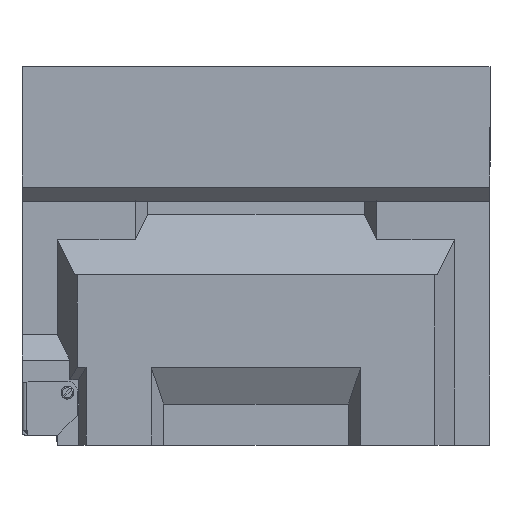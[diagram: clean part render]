
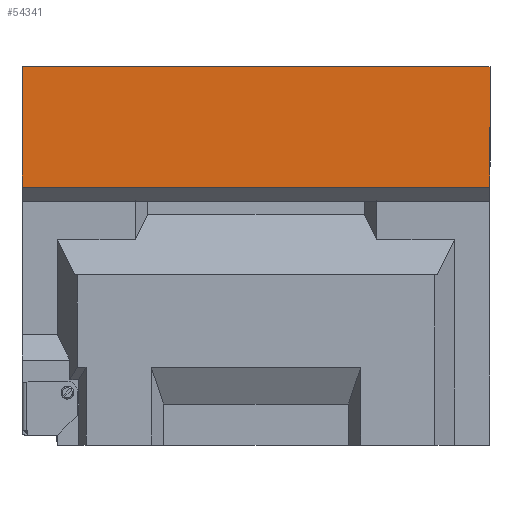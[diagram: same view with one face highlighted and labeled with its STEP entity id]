
A CAD part, top view. The second image highlights one B-rep face of the part: STEP entity #54341.
In plain terms, the highlighted face is planar.
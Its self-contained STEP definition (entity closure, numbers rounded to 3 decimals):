
#1922 = EDGE_CURVE ( 'NONE', #112467, #70866, #85070, .T. ) ;
#5487 = VECTOR ( 'NONE', #134421, 1000. ) ;
#10922 = LINE ( 'NONE', #116946, #5487 ) ;
#11584 = FACE_OUTER_BOUND ( 'NONE', #167972, .T. ) ;
#30643 = CARTESIAN_POINT ( 'NONE',  ( 165., -60., 45. ) ) ;
#30940 = LINE ( 'NONE', #75270, #123129 ) ;
#32483 = EDGE_CURVE ( 'NONE', #70866, #159283, #92386, .T. ) ;
#47335 = AXIS2_PLACEMENT_3D ( 'NONE', #179299, #196787, #92883 ) ;
#54341 = ADVANCED_FACE ( 'NONE', ( #11584 ), #58065, .T. ) ;
#57213 = EDGE_CURVE ( 'NONE', #175767, #112467, #30940, .T. ) ;
#58065 = PLANE ( 'NONE',  #47335 ) ;
#70866 = VERTEX_POINT ( 'NONE', #194281 ) ;
#73788 = DIRECTION ( 'NONE',  ( 0., 0., 1. ) ) ;
#75270 = CARTESIAN_POINT ( 'NONE',  ( 165., -60., -40. ) ) ;
#75798 = CARTESIAN_POINT ( 'NONE',  ( -165., -60., 45. ) ) ;
#79682 = VECTOR ( 'NONE', #73788, 1000. ) ;
#82877 = DIRECTION ( 'NONE',  ( -1., 0., 0. ) ) ;
#85070 = LINE ( 'NONE', #141185, #79682 ) ;
#92386 = LINE ( 'NONE', #30643, #184595 ) ;
#92437 = CARTESIAN_POINT ( 'NONE',  ( 165., -60., -40. ) ) ;
#92883 = DIRECTION ( 'NONE',  ( 0., 0., -1. ) ) ;
#100127 = ORIENTED_EDGE ( 'NONE', *, *, #1922, .T. ) ;
#110663 = ORIENTED_EDGE ( 'NONE', *, *, #57213, .T. ) ;
#112307 = DIRECTION ( 'NONE',  ( 1., 0., 0. ) ) ;
#112467 = VERTEX_POINT ( 'NONE', #92437 ) ;
#116946 = CARTESIAN_POINT ( 'NONE',  ( -165., -60., -50. ) ) ;
#123129 = VECTOR ( 'NONE', #112307, 1000. ) ;
#134421 = DIRECTION ( 'NONE',  ( 0., 0., 1. ) ) ;
#141185 = CARTESIAN_POINT ( 'NONE',  ( 165., -60., -50. ) ) ;
#159283 = VERTEX_POINT ( 'NONE', #75798 ) ;
#167972 = EDGE_LOOP ( 'NONE', ( #212293, #110663, #100127, #210901 ) ) ;
#175767 = VERTEX_POINT ( 'NONE', #188304 ) ;
#179299 = CARTESIAN_POINT ( 'NONE',  ( -165., -60., -50. ) ) ;
#184595 = VECTOR ( 'NONE', #82877, 1000. ) ;
#188304 = CARTESIAN_POINT ( 'NONE',  ( -165., -60., -40. ) ) ;
#194281 = CARTESIAN_POINT ( 'NONE',  ( 165., -60., 45. ) ) ;
#196787 = DIRECTION ( 'NONE',  ( 0., -1., 0. ) ) ;
#198155 = EDGE_CURVE ( 'NONE', #175767, #159283, #10922, .T. ) ;
#210901 = ORIENTED_EDGE ( 'NONE', *, *, #32483, .T. ) ;
#212293 = ORIENTED_EDGE ( 'NONE', *, *, #198155, .F. ) ;
